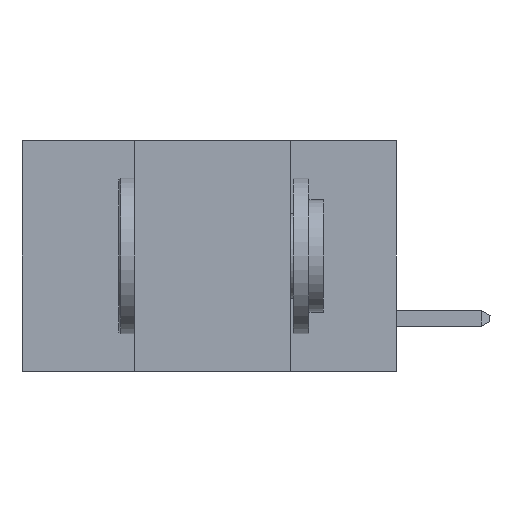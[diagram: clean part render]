
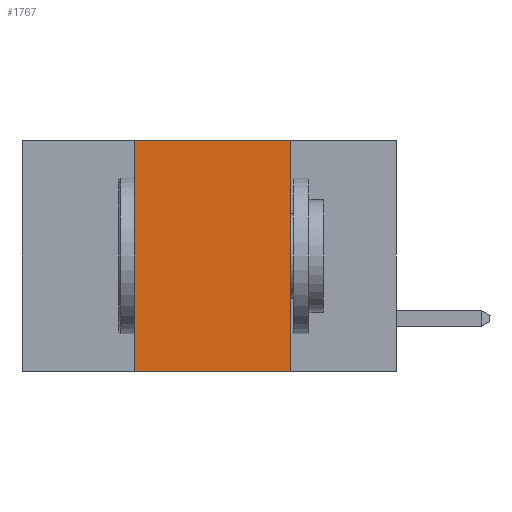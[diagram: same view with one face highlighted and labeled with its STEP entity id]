
A CAD part, left-side view. The second image highlights one B-rep face of the part: STEP entity #1767.
In plain terms, the highlighted planar face has unit normal (-1, 0, 0).
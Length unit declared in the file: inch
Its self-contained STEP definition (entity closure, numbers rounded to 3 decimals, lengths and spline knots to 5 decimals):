
#3 = EDGE_CURVE ( 'NONE', #3427, #8115, #2654, .T. ) ;
#105 = VECTOR ( 'NONE', #3782, 39.37008 ) ;
#109 = EDGE_CURVE ( 'NONE', #2782, #8788, #4171, .T. ) ;
#112 = CARTESIAN_POINT ( 'NONE',  ( 0., 0.17, -0.37 ) ) ;
#210 = DIRECTION ( 'NONE',  ( 0., 0., 1. ) ) ;
#259 = LINE ( 'NONE', #6900, #6933 ) ;
#444 = CARTESIAN_POINT ( 'NONE',  ( 0., 0.6, 0. ) ) ;
#1240 = DIRECTION ( 'NONE',  ( 1., 0., 0. ) ) ;
#1333 = DIRECTION ( 'NONE',  ( 0., -1., 0. ) ) ;
#1767 = ADVANCED_FACE ( 'NONE', ( #4958 ), #7917, .F. ) ;
#2258 = ORIENTED_EDGE ( 'NONE', *, *, #8281, .F. ) ;
#2654 = LINE ( 'NONE', #6894, #4359 ) ;
#2782 = VERTEX_POINT ( 'NONE', #3139 ) ;
#2803 = AXIS2_PLACEMENT_3D ( 'NONE', #444, #1240, #7824 ) ;
#3139 = CARTESIAN_POINT ( 'NONE',  ( 0., 0.42, 0. ) ) ;
#3427 = VERTEX_POINT ( 'NONE', #9019 ) ;
#3480 = ORIENTED_EDGE ( 'NONE', *, *, #3, .T. ) ;
#3580 = DIRECTION ( 'NONE',  ( 0., -1., 0. ) ) ;
#3782 = DIRECTION ( 'NONE',  ( 0., 0., -1. ) ) ;
#3895 = EDGE_CURVE ( 'NONE', #8788, #8115, #8217, .T. ) ;
#4171 = LINE ( 'NONE', #4274, #6218 ) ;
#4274 = CARTESIAN_POINT ( 'NONE',  ( 0., 0.6, 0. ) ) ;
#4359 = VECTOR ( 'NONE', #1333, 39.37008 ) ;
#4958 = FACE_OUTER_BOUND ( 'NONE', #7566, .T. ) ;
#5948 = CARTESIAN_POINT ( 'NONE',  ( 0., 0.17, -0.37 ) ) ;
#6218 = VECTOR ( 'NONE', #3580, 39.37008 ) ;
#6366 = ORIENTED_EDGE ( 'NONE', *, *, #3895, .F. ) ;
#6379 = ORIENTED_EDGE ( 'NONE', *, *, #109, .F. ) ;
#6894 = CARTESIAN_POINT ( 'NONE',  ( 0., 0.6, -0.37 ) ) ;
#6900 = CARTESIAN_POINT ( 'NONE',  ( 0., 0.42, -0.37 ) ) ;
#6933 = VECTOR ( 'NONE', #210, 39.37008 ) ;
#7566 = EDGE_LOOP ( 'NONE', ( #6366, #6379, #2258, #3480 ) ) ;
#7824 = DIRECTION ( 'NONE',  ( 0., 0., -1. ) ) ;
#7917 = PLANE ( 'NONE',  #2803 ) ;
#8115 = VERTEX_POINT ( 'NONE', #5948 ) ;
#8217 = LINE ( 'NONE', #112, #105 ) ;
#8281 = EDGE_CURVE ( 'NONE', #3427, #2782, #259, .T. ) ;
#8543 = CARTESIAN_POINT ( 'NONE',  ( 0., 0.17, 0. ) ) ;
#8788 = VERTEX_POINT ( 'NONE', #8543 ) ;
#9019 = CARTESIAN_POINT ( 'NONE',  ( 0., 0.42, -0.37 ) ) ;
